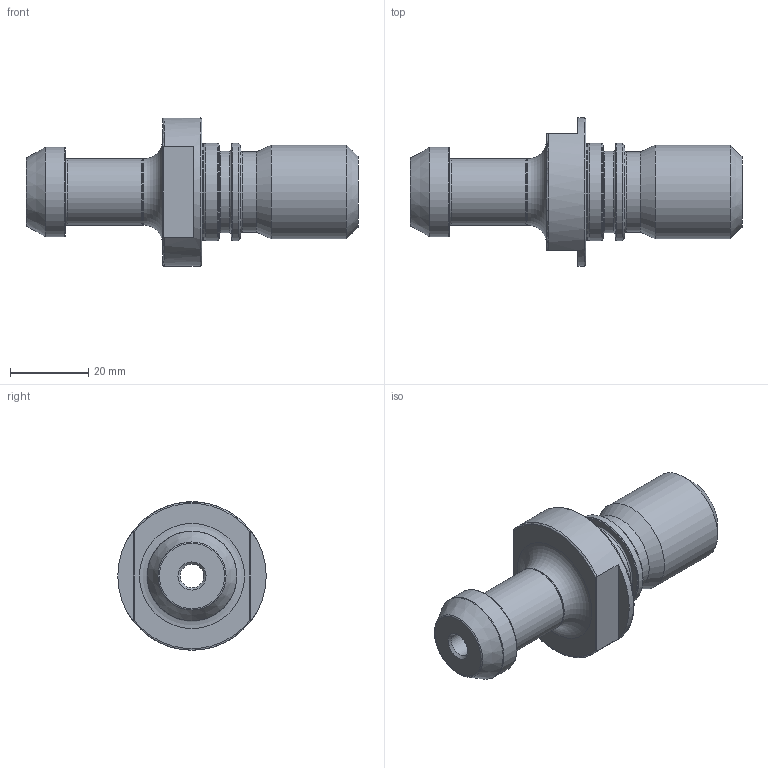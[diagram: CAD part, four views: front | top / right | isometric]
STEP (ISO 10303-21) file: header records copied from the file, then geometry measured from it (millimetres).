
FILE_DESCRIPTION(/* description */ (''),/* implementation_level */ '2;1');
FILE_NAME(/* name */ 'APS-BT50-90-M24-JIS-O-H.stp',/* time_stamp */ '2024-12-19T12:44:41+03:00',/* author */ (''),/* organization */ (''),/* preprocessor_version */ 'ST-DEVELOPER v19.4',/* originating_system */ 'SIEMENS PLM Software NX2306.5001',/* authorisation */ '');
FILE_SCHEMA (('AUTOMOTIVE_DESIGN { 1 0 10303 214 3 1 1 1 }'));
Length unit declared in the file: millimetre
Products named in the file (1): APS-BT50-90-M24-JIS-O-H-LIGHT_objects
Bounding box: 85 x 38 x 38 mm (x, y, z)
Volume: 34515.5 mm3; surface area: 10251.3 mm2
Topology: 1 solids, 1 shells, 50 faces, 106 edges, 62 vertices
Faces by surface type: torus 14, cone 13, plane 12, cylinder 11
Full cylindrical faces by diameter (mm): 6 x1, 16.9 x1, 17 x1, 20.5 x1, 20.8 x1, 23 x1, 24 x1, 24.6 x1, 25 x2, 38 x1
Entity records: 1249 total; most frequent: CARTESIAN_POINT 288, DIRECTION 208, ORIENTED_EDGE 130, AXIS2_PLACEMENT_3D 99, EDGE_LOOP 92, FACE_BOUND 84, EDGE_CURVE 65, VERTEX_POINT 57
